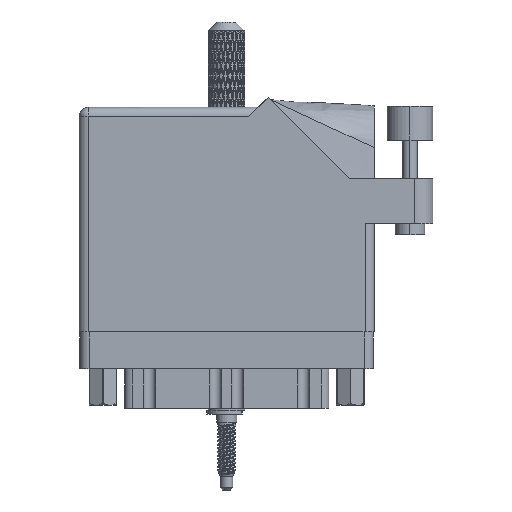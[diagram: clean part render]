
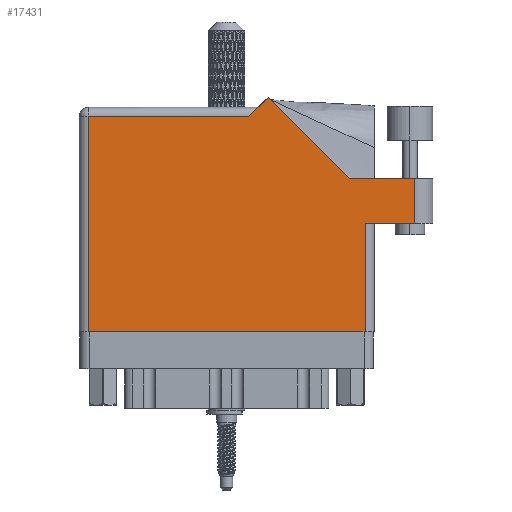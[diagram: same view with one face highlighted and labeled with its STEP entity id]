
A CAD part, front view. The second image highlights one B-rep face of the part: STEP entity #17431.
In plain terms, the highlighted face is planar.
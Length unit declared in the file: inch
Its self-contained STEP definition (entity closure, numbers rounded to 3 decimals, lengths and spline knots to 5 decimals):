
#134 = VECTOR ( 'NONE', #79080, 39.37008 ) ;
#823 = VECTOR ( 'NONE', #100118, 39.37008 ) ;
#1978 = DIRECTION ( 'NONE',  ( -1., 0., 0. ) ) ;
#11912 = VECTOR ( 'NONE', #112314, 39.37008 ) ;
#16144 = LINE ( 'NONE', #104880, #11912 ) ;
#16597 = VECTOR ( 'NONE', #16927, 39.37008 ) ;
#16717 = EDGE_CURVE ( 'NONE', #71640, #61506, #71313, .T. ) ;
#16927 = DIRECTION ( 'NONE',  ( -0.707, -0.707, 0. ) ) ;
#17431 = ADVANCED_FACE ( 'NONE', ( #29226 ), #37259, .F. ) ;
#25248 = LINE ( 'NONE', #105376, #86008 ) ;
#29226 = FACE_OUTER_BOUND ( 'NONE', #67731, .T. ) ;
#29311 = VECTOR ( 'NONE', #93556, 39.37008 ) ;
#31707 = EDGE_CURVE ( 'NONE', #51705, #80406, #33104, .T. ) ;
#31967 = VECTOR ( 'NONE', #1978, 39.37008 ) ;
#32296 = CARTESIAN_POINT ( 'NONE',  ( 1.948, 0., 0. ) ) ;
#33104 = LINE ( 'NONE', #91543, #823 ) ;
#33842 = DIRECTION ( 'NONE',  ( 0., -1., 0. ) ) ;
#34831 = EDGE_CURVE ( 'NONE', #61506, #112636, #16144, .T. ) ;
#37134 = EDGE_CURVE ( 'NONE', #87730, #62614, #96517, .T. ) ;
#37259 = PLANE ( 'NONE',  #102593 ) ;
#38507 = CARTESIAN_POINT ( 'NONE',  ( 1.28771, 1.60071, 0. ) ) ;
#39035 = ORIENTED_EDGE ( 'NONE', *, *, #51631, .T. ) ;
#39773 = CARTESIAN_POINT ( 'NONE',  ( 1.155, 1.468, 0. ) ) ;
#42529 = ORIENTED_EDGE ( 'NONE', *, *, #34831, .T. ) ;
#42976 = ORIENTED_EDGE ( 'NONE', *, *, #37134, .T. ) ;
#45569 = CARTESIAN_POINT ( 'NONE',  ( 2.41, 1.044, 0. ) ) ;
#47164 = ORIENTED_EDGE ( 'NONE', *, *, #31707, .T. ) ;
#51631 = EDGE_CURVE ( 'NONE', #62614, #71640, #91863, .T. ) ;
#51705 = VERTEX_POINT ( 'NONE', #32296 ) ;
#54654 = ORIENTED_EDGE ( 'NONE', *, *, #90823, .T. ) ;
#55589 = DIRECTION ( 'NONE',  ( 0., 0., -1. ) ) ;
#57894 = VERTEX_POINT ( 'NONE', #110417 ) ;
#58710 = ORIENTED_EDGE ( 'NONE', *, *, #16717, .T. ) ;
#61506 = VERTEX_POINT ( 'NONE', #39773 ) ;
#62614 = VERTEX_POINT ( 'NONE', #90425 ) ;
#64737 = DIRECTION ( 'NONE',  ( -1., 0., 0. ) ) ;
#64896 = ORIENTED_EDGE ( 'NONE', *, *, #91813, .T. ) ;
#65618 = ORIENTED_EDGE ( 'NONE', *, *, #106193, .T. ) ;
#66702 = VERTEX_POINT ( 'NONE', #112008 ) ;
#67632 = CARTESIAN_POINT ( 'NONE',  ( 2.285, 1.044, 0. ) ) ;
#67731 = EDGE_LOOP ( 'NONE', ( #64896, #65618, #42976, #39035, #58710, #42529, #54654, #95471, #47164 ) ) ;
#69717 = CARTESIAN_POINT ( 'NONE',  ( 1.948, 0.737, 0. ) ) ;
#70494 = LINE ( 'NONE', #103702, #134 ) ;
#71313 = LINE ( 'NONE', #113087, #16597 ) ;
#71640 = VERTEX_POINT ( 'NONE', #38507 ) ;
#74172 = CARTESIAN_POINT ( 'NONE',  ( 0., 0., 0. ) ) ;
#76397 = CARTESIAN_POINT ( 'NONE',  ( 1.84442, 1.044, 0. ) ) ;
#78064 = EDGE_CURVE ( 'NONE', #66702, #51705, #99916, .T. ) ;
#79080 = DIRECTION ( 'NONE',  ( 1., 0., 0. ) ) ;
#80406 = VERTEX_POINT ( 'NONE', #69717 ) ;
#83507 = VECTOR ( 'NONE', #90774, 39.37008 ) ;
#83653 = DIRECTION ( 'NONE',  ( 0., 1., 0. ) ) ;
#86008 = VECTOR ( 'NONE', #33842, 39.37008 ) ;
#87730 = VERTEX_POINT ( 'NONE', #99590 ) ;
#89913 = CARTESIAN_POINT ( 'NONE',  ( 0., 1.53, 0. ) ) ;
#90425 = CARTESIAN_POINT ( 'NONE',  ( 1.84442, 1.044, 0. ) ) ;
#90774 = DIRECTION ( 'NONE',  ( 1., 0., 0. ) ) ;
#90823 = EDGE_CURVE ( 'NONE', #112636, #66702, #25248, .T. ) ;
#91543 = CARTESIAN_POINT ( 'NONE',  ( 1.948, 0.737, 0. ) ) ;
#91813 = EDGE_CURVE ( 'NONE', #80406, #57894, #70494, .T. ) ;
#91863 = LINE ( 'NONE', #76397, #29311 ) ;
#92380 = VECTOR ( 'NONE', #83653, 39.37008 ) ;
#93556 = DIRECTION ( 'NONE',  ( -0.707, 0.707, 0. ) ) ;
#95471 = ORIENTED_EDGE ( 'NONE', *, *, #78064, .T. ) ;
#96517 = LINE ( 'NONE', #45569, #31967 ) ;
#99590 = CARTESIAN_POINT ( 'NONE',  ( 2.285, 1.044, 0. ) ) ;
#99916 = LINE ( 'NONE', #74172, #83507 ) ;
#100118 = DIRECTION ( 'NONE',  ( 0., 1., 0. ) ) ;
#101203 = CARTESIAN_POINT ( 'NONE',  ( 0.062, 1.468, 0. ) ) ;
#101959 = LINE ( 'NONE', #67632, #92380 ) ;
#102593 = AXIS2_PLACEMENT_3D ( 'NONE', #89913, #55589, #64737 ) ;
#103702 = CARTESIAN_POINT ( 'NONE',  ( 2.01, 0.737, 0. ) ) ;
#104880 = CARTESIAN_POINT ( 'NONE',  ( 0., 1.468, 0. ) ) ;
#105376 = CARTESIAN_POINT ( 'NONE',  ( 0.062, 0., 0. ) ) ;
#106193 = EDGE_CURVE ( 'NONE', #57894, #87730, #101959, .T. ) ;
#110417 = CARTESIAN_POINT ( 'NONE',  ( 2.285, 0.737, 0. ) ) ;
#112008 = CARTESIAN_POINT ( 'NONE',  ( 0.062, 0., 0. ) ) ;
#112314 = DIRECTION ( 'NONE',  ( -1., 0., 0. ) ) ;
#112636 = VERTEX_POINT ( 'NONE', #101203 ) ;
#113087 = CARTESIAN_POINT ( 'NONE',  ( 1.217, 1.53, 0. ) ) ;
